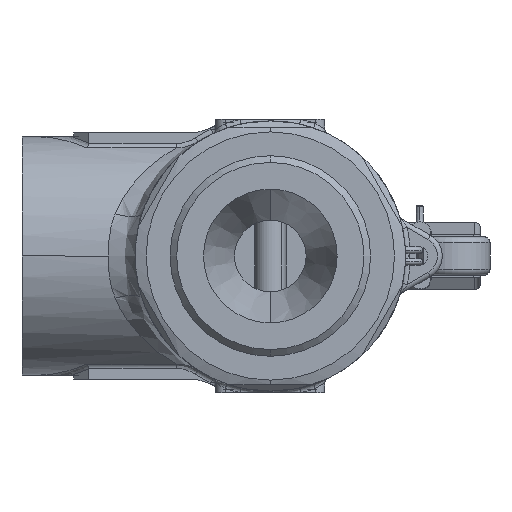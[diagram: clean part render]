
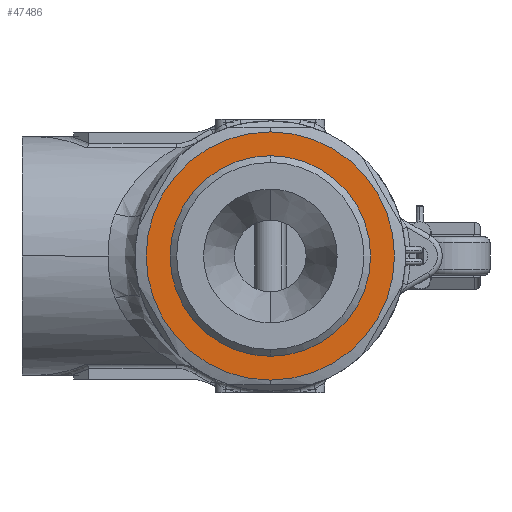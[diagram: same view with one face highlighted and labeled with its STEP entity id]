
A CAD part, front view. The second image highlights one B-rep face of the part: STEP entity #47486.
In plain terms, the highlighted planar face has unit normal (0, -1, 0).
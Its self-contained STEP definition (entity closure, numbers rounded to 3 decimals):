
#1226 = DIRECTION ( 'NONE',  ( 0., 1., 0. ) ) ;
#1633 = VERTEX_POINT ( 'NONE', #16603 ) ;
#3679 = FACE_BOUND ( 'NONE', #14510, .T. ) ;
#4241 = DIRECTION ( 'NONE',  ( 0., -1., 0. ) ) ;
#5107 = CARTESIAN_POINT ( 'NONE',  ( 0., 14., 10. ) ) ;
#5614 = ORIENTED_EDGE ( 'NONE', *, *, #11441, .F. ) ;
#6969 = VERTEX_POINT ( 'NONE', #5107 ) ;
#11208 = CIRCLE ( 'NONE', #35329, 13. ) ;
#11441 = EDGE_CURVE ( 'NONE', #36942, #1633, #19760, .T. ) ;
#13134 = ORIENTED_EDGE ( 'NONE', *, *, #49029, .F. ) ;
#13195 = DIRECTION ( 'NONE',  ( 0., 1., 0. ) ) ;
#13206 = PLANE ( 'NONE',  #55757 ) ;
#14122 = EDGE_LOOP ( 'NONE', ( #5614, #13134 ) ) ;
#14389 = FACE_OUTER_BOUND ( 'NONE', #14122, .T. ) ;
#14510 = EDGE_LOOP ( 'NONE', ( #45855, #56629 ) ) ;
#16603 = CARTESIAN_POINT ( 'NONE',  ( 0., 14., -13. ) ) ;
#19760 = CIRCLE ( 'NONE', #29620, 13. ) ;
#20275 = CARTESIAN_POINT ( 'NONE',  ( 0., 14., 0. ) ) ;
#20886 = CARTESIAN_POINT ( 'NONE',  ( 0., 14., 0. ) ) ;
#24830 = DIRECTION ( 'NONE',  ( 0., 0., 1. ) ) ;
#25431 = DIRECTION ( 'NONE',  ( 0., 0., 1. ) ) ;
#28436 = CARTESIAN_POINT ( 'NONE',  ( 0., 14., 0. ) ) ;
#29620 = AXIS2_PLACEMENT_3D ( 'NONE', #40346, #13195, #44897 ) ;
#30480 = CARTESIAN_POINT ( 'NONE',  ( 0., 14., 13. ) ) ;
#31484 = CARTESIAN_POINT ( 'NONE',  ( 0., 14., 10. ) ) ;
#33019 = DIRECTION ( 'NONE',  ( 0., 0., 1. ) ) ;
#34054 = AXIS2_PLACEMENT_3D ( 'NONE', #20886, #52511, #25431 ) ;
#35329 = AXIS2_PLACEMENT_3D ( 'NONE', #20275, #51900, #24830 ) ;
#36006 = DIRECTION ( 'NONE',  ( 0., 0., -1. ) ) ;
#36942 = VERTEX_POINT ( 'NONE', #30480 ) ;
#38837 = CIRCLE ( 'NONE', #42927, 10. ) ;
#40346 = CARTESIAN_POINT ( 'NONE',  ( 0., 14., 0. ) ) ;
#42927 = AXIS2_PLACEMENT_3D ( 'NONE', #28436, #1226, #33019 ) ;
#44897 = DIRECTION ( 'NONE',  ( 0., 0., 1. ) ) ;
#45855 = ORIENTED_EDGE ( 'NONE', *, *, #46756, .T. ) ;
#46756 = EDGE_CURVE ( 'NONE', #6969, #52526, #54988, .T. ) ;
#47486 = ADVANCED_FACE ( 'NONE', ( #3679, #14389 ), #13206, .T. ) ;
#49029 = EDGE_CURVE ( 'NONE', #1633, #36942, #11208, .T. ) ;
#51900 = DIRECTION ( 'NONE',  ( 0., 1., 0. ) ) ;
#52511 = DIRECTION ( 'NONE',  ( 0., 1., 0. ) ) ;
#52526 = VERTEX_POINT ( 'NONE', #53184 ) ;
#53184 = CARTESIAN_POINT ( 'NONE',  ( 0., 14., -10. ) ) ;
#53887 = EDGE_CURVE ( 'NONE', #52526, #6969, #38837, .T. ) ;
#54988 = CIRCLE ( 'NONE', #34054, 10. ) ;
#55757 = AXIS2_PLACEMENT_3D ( 'NONE', #31484, #4241, #36006 ) ;
#56629 = ORIENTED_EDGE ( 'NONE', *, *, #53887, .T. ) ;
